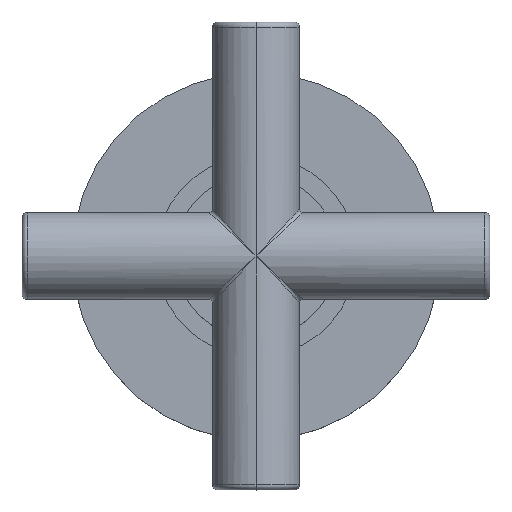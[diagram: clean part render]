
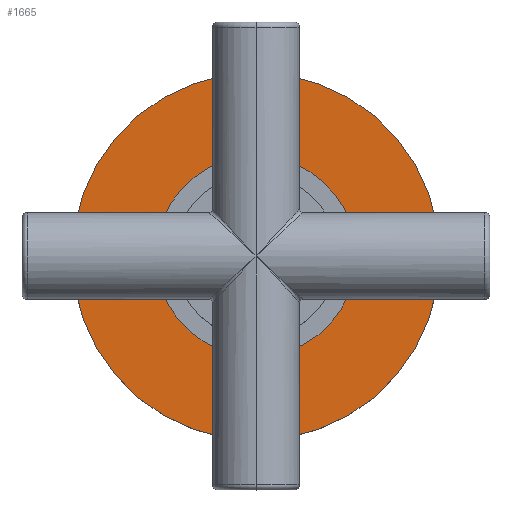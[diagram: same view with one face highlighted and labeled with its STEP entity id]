
A CAD part, top view. The second image highlights one B-rep face of the part: STEP entity #1665.
In plain terms, the highlighted face is planar.
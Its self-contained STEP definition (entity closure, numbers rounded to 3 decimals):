
#174 = ORIENTED_EDGE ( 'NONE', *, *, #722, .F. ) ;
#364 = FACE_OUTER_BOUND ( 'NONE', #748, .T. ) ;
#401 = CARTESIAN_POINT ( 'NONE',  ( 0., -9., -27.5 ) ) ;
#445 = DIRECTION ( 'NONE',  ( 0., 1., 0. ) ) ;
#501 = AXIS2_PLACEMENT_3D ( 'NONE', #1952, #1599, #826 ) ;
#545 = CIRCLE ( 'NONE', #1126, 27.5 ) ;
#554 = DIRECTION ( 'NONE',  ( 0., 0., 1. ) ) ;
#591 = DIRECTION ( 'NONE',  ( 0., 0., 1. ) ) ;
#722 = EDGE_CURVE ( 'NONE', #1258, #1309, #545, .T. ) ;
#748 = EDGE_LOOP ( 'NONE', ( #174, #1086 ) ) ;
#767 = CARTESIAN_POINT ( 'NONE',  ( 0., -9., 0. ) ) ;
#826 = DIRECTION ( 'NONE',  ( 0., 0., 1. ) ) ;
#932 = CARTESIAN_POINT ( 'NONE',  ( 0., -9., 0. ) ) ;
#1086 = ORIENTED_EDGE ( 'NONE', *, *, #1857, .F. ) ;
#1126 = AXIS2_PLACEMENT_3D ( 'NONE', #932, #445, #554 ) ;
#1164 = CIRCLE ( 'NONE', #1889, 27.5 ) ;
#1205 = PLANE ( 'NONE',  #501 ) ;
#1258 = VERTEX_POINT ( 'NONE', #1741 ) ;
#1309 = VERTEX_POINT ( 'NONE', #401 ) ;
#1599 = DIRECTION ( 'NONE',  ( 0., 1., 0. ) ) ;
#1665 = ADVANCED_FACE ( 'NONE', ( #364 ), #1205, .F. ) ;
#1741 = CARTESIAN_POINT ( 'NONE',  ( 0., -9., 27.5 ) ) ;
#1857 = EDGE_CURVE ( 'NONE', #1309, #1258, #1164, .T. ) ;
#1889 = AXIS2_PLACEMENT_3D ( 'NONE', #767, #2267, #591 ) ;
#1952 = CARTESIAN_POINT ( 'NONE',  ( 0., -9., 0. ) ) ;
#2267 = DIRECTION ( 'NONE',  ( 0., 1., 0. ) ) ;
